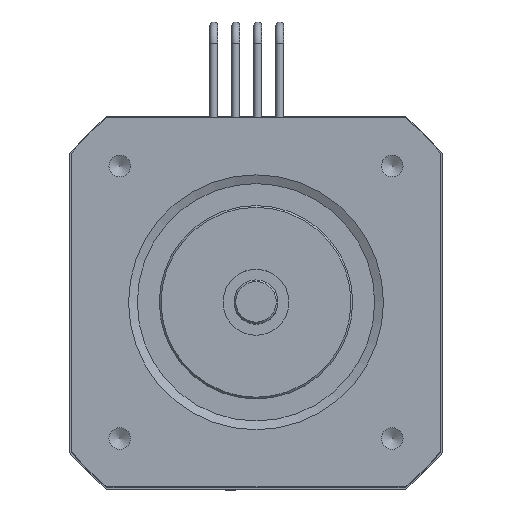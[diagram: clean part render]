
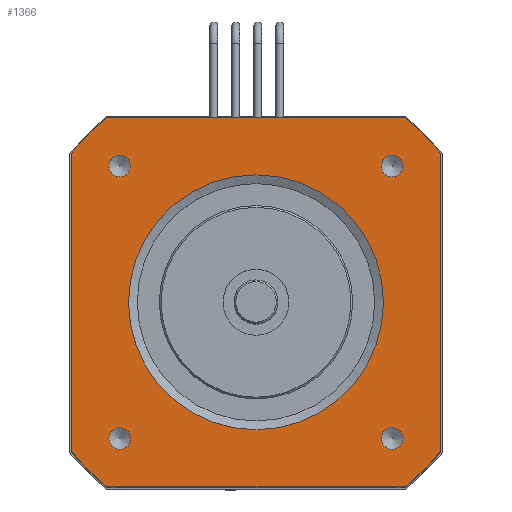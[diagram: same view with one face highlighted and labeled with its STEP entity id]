
A CAD part, top view. The second image highlights one B-rep face of the part: STEP entity #1366.
In plain terms, the highlighted planar face has unit normal (0, 0, 1).
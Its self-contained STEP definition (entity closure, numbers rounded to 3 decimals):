
#1052=CARTESIAN_POINT('',(21.,16.971,11.0));
#1053=VERTEX_POINT('',#1052);
#1060=CARTESIAN_POINT('',(21.0,-16.971,11.0));
#1061=VERTEX_POINT('',#1060);
#1062=CARTESIAN_POINT('',(21.,16.971,11.0));
#1063=DIRECTION('',(0.0,-1.0,0.0));
#1064=VECTOR('',#1063,33.941);
#1065=LINE('',#1062,#1064);
#1066=EDGE_CURVE('',#1053,#1061,#1065,.T.);
#1208=CARTESIAN_POINT('',(-16.971,21.0,11.0));
#1209=VERTEX_POINT('',#1208);
#1216=CARTESIAN_POINT('',(16.971,21.,11.0));
#1217=VERTEX_POINT('',#1216);
#1218=CARTESIAN_POINT('',(-16.971,21.0,11.0));
#1219=DIRECTION('',(1.0,0.0,0.0));
#1220=VECTOR('',#1219,33.941);
#1221=LINE('',#1218,#1220);
#1222=EDGE_CURVE('',#1209,#1217,#1221,.T.);
#1250=CARTESIAN_POINT('',(14.5,0.,11.0));
#1251=VERTEX_POINT('',#1250);
#1252=CARTESIAN_POINT('',(0.0,0.0,11.0));
#1253=DIRECTION('',(0.0,0.0,1.0));
#1254=DIRECTION('',(-1.0,0.0,0.0));
#1255=AXIS2_PLACEMENT_3D('',#1252,#1253,#1254);
#1256=CIRCLE('',#1255,14.5);
#1257=EDGE_CURVE('',#1251,#1251,#1256,.T.);
#1262=CARTESIAN_POINT('',(0.,0.,11.0));
#1263=DIRECTION('',(0.0,0.0,1.0));
#1264=DIRECTION('',(1.0,0.0,0.0));
#1265=AXIS2_PLACEMENT_3D('',#1262,#1263,#1264);
#1266=PLANE('',#1265);
#1267=ORIENTED_EDGE('',*,*,#1222,.F.);
#1268=CARTESIAN_POINT('',(-21.,16.971,11.0));
#1269=VERTEX_POINT('',#1268);
#1270=CARTESIAN_POINT('',(0.0,0.0,11.0));
#1271=DIRECTION('',(0.0,0.0,-1.0));
#1272=DIRECTION('',(-0.629,0.778,0.0));
#1273=AXIS2_PLACEMENT_3D('',#1270,#1271,#1272);
#1274=CIRCLE('',#1273,27.0);
#1275=EDGE_CURVE('',#1269,#1209,#1274,.T.);
#1276=ORIENTED_EDGE('',*,*,#1275,.F.);
#1277=CARTESIAN_POINT('',(-21.,-16.971,11.0));
#1278=VERTEX_POINT('',#1277);
#1279=CARTESIAN_POINT('',(-21.,-16.971,11.0));
#1280=DIRECTION('',(0.0,1.0,0.0));
#1281=VECTOR('',#1280,33.941);
#1282=LINE('',#1279,#1281);
#1283=EDGE_CURVE('',#1278,#1269,#1282,.T.);
#1284=ORIENTED_EDGE('',*,*,#1283,.F.);
#1285=CARTESIAN_POINT('',(-16.971,-21.0,11.0));
#1286=VERTEX_POINT('',#1285);
#1287=CARTESIAN_POINT('',(0.0,0.0,11.0));
#1288=DIRECTION('',(0.0,0.0,-1.0));
#1289=DIRECTION('',(-0.778,-0.629,0.0));
#1290=AXIS2_PLACEMENT_3D('',#1287,#1288,#1289);
#1291=CIRCLE('',#1290,27.);
#1292=EDGE_CURVE('',#1286,#1278,#1291,.T.);
#1293=ORIENTED_EDGE('',*,*,#1292,.F.);
#1294=CARTESIAN_POINT('',(16.971,-21.,11.0));
#1295=VERTEX_POINT('',#1294);
#1296=CARTESIAN_POINT('',(16.971,-21.,11.0));
#1297=DIRECTION('',(-1.0,0.0,0.0));
#1298=VECTOR('',#1297,33.941);
#1299=LINE('',#1296,#1298);
#1300=EDGE_CURVE('',#1295,#1286,#1299,.T.);
#1301=ORIENTED_EDGE('',*,*,#1300,.F.);
#1302=CARTESIAN_POINT('',(0.0,0.0,11.0));
#1303=DIRECTION('',(0.0,0.0,-1.0));
#1304=DIRECTION('',(0.629,-0.778,0.0));
#1305=AXIS2_PLACEMENT_3D('',#1302,#1303,#1304);
#1306=CIRCLE('',#1305,27.0);
#1307=EDGE_CURVE('',#1061,#1295,#1306,.T.);
#1308=ORIENTED_EDGE('',*,*,#1307,.F.);
#1309=ORIENTED_EDGE('',*,*,#1066,.F.);
#1310=CARTESIAN_POINT('',(0.0,0.0,11.0));
#1311=DIRECTION('',(0.0,0.0,-1.0));
#1312=DIRECTION('',(0.778,0.629,0.0));
#1313=AXIS2_PLACEMENT_3D('',#1310,#1311,#1312);
#1314=CIRCLE('',#1313,27.);
#1315=EDGE_CURVE('',#1217,#1053,#1314,.T.);
#1316=ORIENTED_EDGE('',*,*,#1315,.F.);
#1317=EDGE_LOOP('',(#1267,#1276,#1284,#1293,#1301,#1308,#1309,#1316));
#1318=FACE_OUTER_BOUND('',#1317,.T.);
#1319=CARTESIAN_POINT('',(14.271,15.5,11.0));
#1320=VERTEX_POINT('',#1319);
#1321=CARTESIAN_POINT('',(15.5,15.5,11.0));
#1322=DIRECTION('',(0.0,0.0,-1.0));
#1323=DIRECTION('',(1.0,0.0,0.0));
#1324=AXIS2_PLACEMENT_3D('',#1321,#1322,#1323);
#1325=CIRCLE('',#1324,1.23);
#1326=EDGE_CURVE('',#1320,#1320,#1325,.T.);
#1327=ORIENTED_EDGE('',*,*,#1326,.T.);
#1328=EDGE_LOOP('',(#1327));
#1329=FACE_BOUND('',#1328,.T.);
#1330=CARTESIAN_POINT('',(-16.729,15.5,11.0));
#1331=VERTEX_POINT('',#1330);
#1332=CARTESIAN_POINT('',(-15.5,15.5,11.0));
#1333=DIRECTION('',(0.0,0.0,-1.0));
#1334=DIRECTION('',(1.0,0.0,0.0));
#1335=AXIS2_PLACEMENT_3D('',#1332,#1333,#1334);
#1336=CIRCLE('',#1335,1.23);
#1337=EDGE_CURVE('',#1331,#1331,#1336,.T.);
#1338=ORIENTED_EDGE('',*,*,#1337,.T.);
#1339=EDGE_LOOP('',(#1338));
#1340=FACE_BOUND('',#1339,.T.);
#1341=CARTESIAN_POINT('',(14.271,-15.5,11.0));
#1342=VERTEX_POINT('',#1341);
#1343=CARTESIAN_POINT('',(15.5,-15.5,11.0));
#1344=DIRECTION('',(0.0,0.0,-1.0));
#1345=DIRECTION('',(1.0,0.0,0.0));
#1346=AXIS2_PLACEMENT_3D('',#1343,#1344,#1345);
#1347=CIRCLE('',#1346,1.23);
#1348=EDGE_CURVE('',#1342,#1342,#1347,.T.);
#1349=ORIENTED_EDGE('',*,*,#1348,.T.);
#1350=EDGE_LOOP('',(#1349));
#1351=FACE_BOUND('',#1350,.T.);
#1352=CARTESIAN_POINT('',(-16.73,-15.5,11.0));
#1353=VERTEX_POINT('',#1352);
#1354=CARTESIAN_POINT('',(-15.5,-15.5,11.0));
#1355=DIRECTION('',(0.0,0.0,-1.0));
#1356=DIRECTION('',(1.0,0.0,0.0));
#1357=AXIS2_PLACEMENT_3D('',#1354,#1355,#1356);
#1358=CIRCLE('',#1357,1.23);
#1359=EDGE_CURVE('',#1353,#1353,#1358,.T.);
#1360=ORIENTED_EDGE('',*,*,#1359,.T.);
#1361=EDGE_LOOP('',(#1360));
#1362=FACE_BOUND('',#1361,.T.);
#1363=ORIENTED_EDGE('',*,*,#1257,.F.);
#1364=EDGE_LOOP('',(#1363));
#1365=FACE_BOUND('',#1364,.T.);
#1366=ADVANCED_FACE('',(#1318,#1329,#1340,#1351,#1362,#1365),#1266,.T.);
